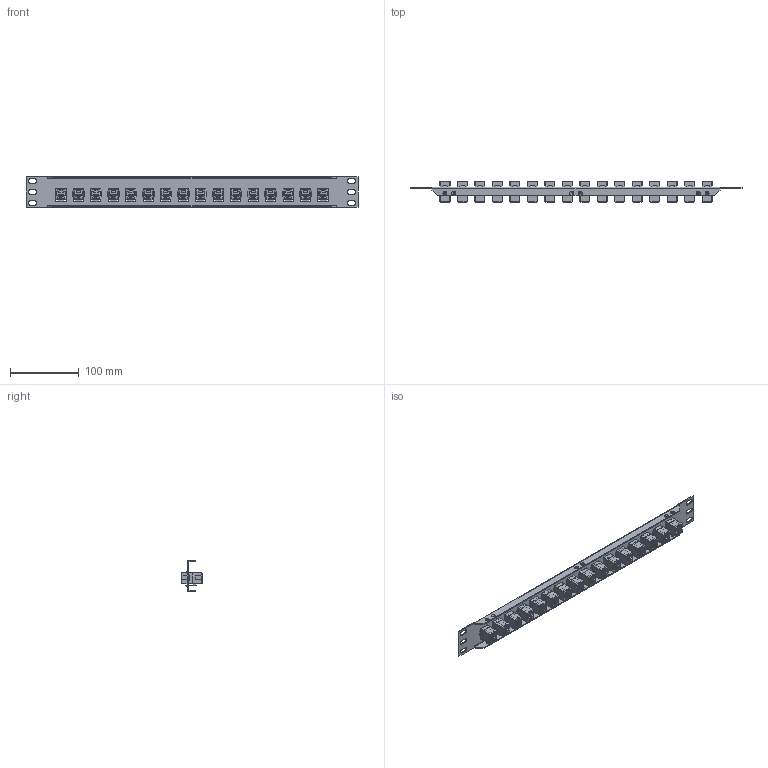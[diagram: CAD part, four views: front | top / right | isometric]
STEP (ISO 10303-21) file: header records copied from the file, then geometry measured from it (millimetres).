
FILE_DESCRIPTION (( 'STEP AP203' ), '1' );
FILE_NAME ('PR175C6A-16.STEP', '2014-10-15T18:47:56', ( 'x' ), ( '' ), 'SwSTEP 2.0', 'SolidWorks 2014', '' );
FILE_SCHEMA (( 'CONFIG_CONTROL_DESIGN' ));
Length unit declared in the file: inch
Products named in the file (3): PR175UJ16-MA1; TDG1026KC6A_no label; PR175C6A-16
Assembly tree (17 placements, depth 2):
  PR175C6A-16
    PR175UJ16-MA1
    TDG1026KC6A_no label  x16
Bounding box: 482.6 x 29.8 x 43.94 mm (x, y, z)
Volume: 120398.7 mm3; surface area: 115996.4 mm2
Topology: 17 solids, 17 shells, 4965 faces, 13480 edges, 8800 vertices
Faces by surface type: plane 3109, bspline 1208, cylinder 528, sphere 64, torus 32, cone 24
Entity records: 34772 total; most frequent: CARTESIAN_POINT 13906, ORIENTED_EDGE 4580, DIRECTION 3328, EDGE_CURVE 2290, VECTOR 1700, LINE 1700, VERTEX_POINT 1510, EDGE_LOOP 998
